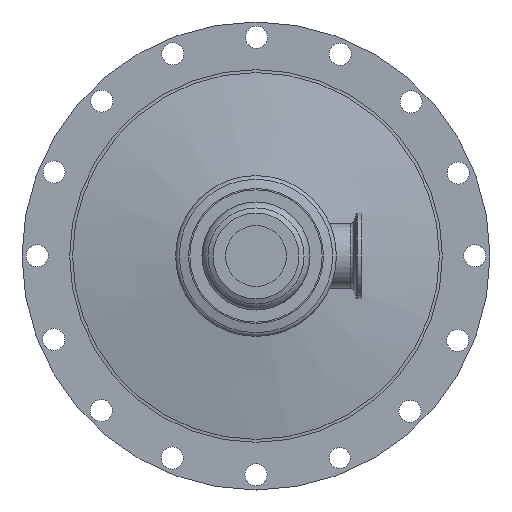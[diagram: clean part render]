
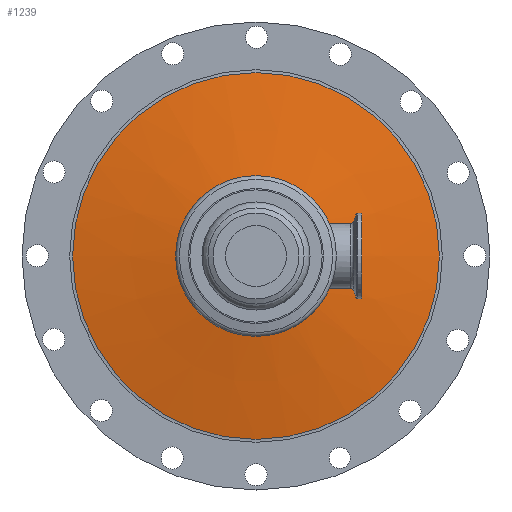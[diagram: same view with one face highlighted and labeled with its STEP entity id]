
A CAD part, front view. The second image highlights one B-rep face of the part: STEP entity #1239.
In plain terms, the highlighted conical face has half-angle 80 degrees and reference radius 74.382 mm.
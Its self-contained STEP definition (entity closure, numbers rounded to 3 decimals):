
#42=CONICAL_SURFACE('',#1436,74.382,1.396);
#154=FACE_OUTER_BOUND('',#262,.T.);
#262=EDGE_LOOP('',(#1068,#1069,#1070,#1071,#1072,#1073));
#312=LINE('',#2301,#352);
#352=VECTOR('',#1841,74.382);
#462=CIRCLE('',#1434,107.751);
#463=CIRCLE('',#1435,107.751);
#464=CIRCLE('',#1437,41.014);
#465=CIRCLE('',#1438,41.014);
#589=VERTEX_POINT('',#2291);
#590=VERTEX_POINT('',#2293);
#591=VERTEX_POINT('',#2297);
#592=VERTEX_POINT('',#2298);
#754=EDGE_CURVE('',#590,#589,#462,.T.);
#755=EDGE_CURVE('',#589,#590,#463,.T.);
#756=EDGE_CURVE('',#591,#592,#464,.T.);
#757=EDGE_CURVE('',#592,#591,#465,.T.);
#758=EDGE_CURVE('',#592,#590,#312,.T.);
#1068=ORIENTED_EDGE('',*,*,#756,.F.);
#1069=ORIENTED_EDGE('',*,*,#757,.F.);
#1070=ORIENTED_EDGE('',*,*,#758,.T.);
#1071=ORIENTED_EDGE('',*,*,#754,.T.);
#1072=ORIENTED_EDGE('',*,*,#755,.T.);
#1073=ORIENTED_EDGE('',*,*,#758,.F.);
#1239=ADVANCED_FACE('',(#154),#42,.T.);
#1434=AXIS2_PLACEMENT_3D('',#2294,#1831,#1832);
#1435=AXIS2_PLACEMENT_3D('',#2295,#1833,#1834);
#1436=AXIS2_PLACEMENT_3D('',#2296,#1835,#1836);
#1437=AXIS2_PLACEMENT_3D('',#2299,#1837,#1838);
#1438=AXIS2_PLACEMENT_3D('',#2300,#1839,#1840);
#1831=DIRECTION('center_axis',(0.,-1.,0.));
#1832=DIRECTION('ref_axis',(1.,0.,0.));
#1833=DIRECTION('center_axis',(0.,-1.,0.));
#1834=DIRECTION('ref_axis',(1.,0.,0.));
#1835=DIRECTION('center_axis',(0.,1.,0.));
#1836=DIRECTION('ref_axis',(-1.,0.,0.));
#1837=DIRECTION('center_axis',(0.,-1.,0.));
#1838=DIRECTION('ref_axis',(1.,0.,0.));
#1839=DIRECTION('center_axis',(0.,-1.,0.));
#1840=DIRECTION('ref_axis',(1.,0.,0.));
#1841=DIRECTION('',(0.985,0.174,0.));
#2291=CARTESIAN_POINT('',(0.,177.848,107.751));
#2293=CARTESIAN_POINT('',(107.751,177.848,0.));
#2294=CARTESIAN_POINT('Origin',(0.,177.848,0.));
#2295=CARTESIAN_POINT('Origin',(0.,177.848,0.));
#2296=CARTESIAN_POINT('Origin',(0.,171.964,0.));
#2297=CARTESIAN_POINT('',(0.,166.08,41.014));
#2298=CARTESIAN_POINT('',(41.014,166.08,0.));
#2299=CARTESIAN_POINT('Origin',(0.,166.08,0.));
#2300=CARTESIAN_POINT('Origin',(0.,166.08,0.));
#2301=CARTESIAN_POINT('',(74.382,171.964,0.));
